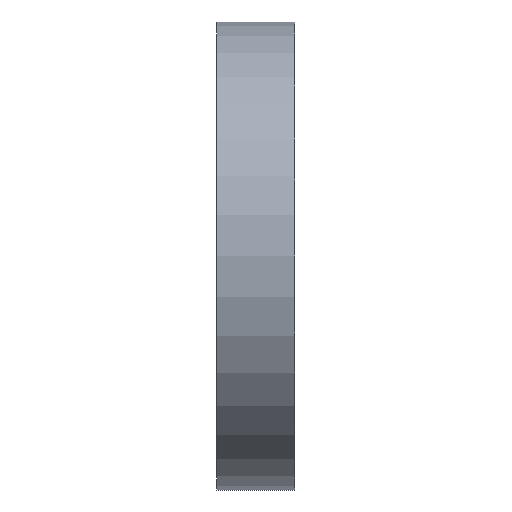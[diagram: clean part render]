
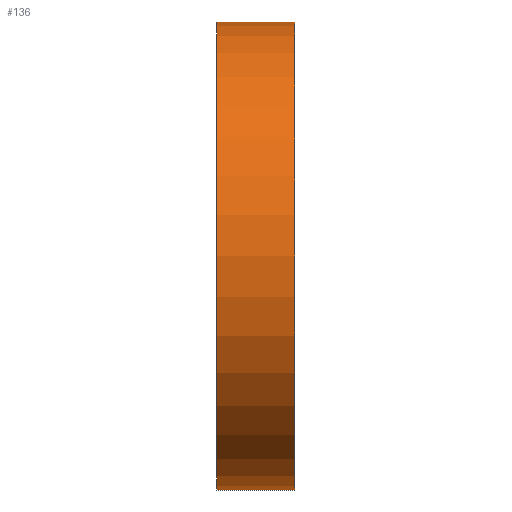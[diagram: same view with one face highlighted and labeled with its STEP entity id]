
A CAD part, left-side view. The second image highlights one B-rep face of the part: STEP entity #136.
In plain terms, the highlighted cylindrical face has radius 18 mm (diameter 36 mm), a partial arc.
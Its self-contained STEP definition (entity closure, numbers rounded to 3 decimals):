
#17 = CIRCLE ( 'NONE', #159, 18. ) ;
#29 = CARTESIAN_POINT ( 'NONE',  ( 0., 6., 18. ) ) ;
#32 = CYLINDRICAL_SURFACE ( 'NONE', #120, 18. ) ;
#34 = CARTESIAN_POINT ( 'NONE',  ( 0., 6., 18. ) ) ;
#43 = ORIENTED_EDGE ( 'NONE', *, *, #119, .T. ) ;
#47 = ORIENTED_EDGE ( 'NONE', *, *, #213, .F. ) ;
#54 = VERTEX_POINT ( 'NONE', #126 ) ;
#66 = EDGE_CURVE ( 'NONE', #94, #172, #246, .T. ) ;
#94 = VERTEX_POINT ( 'NONE', #162 ) ;
#95 = DIRECTION ( 'NONE',  ( 0., 0., 1. ) ) ;
#108 = VECTOR ( 'NONE', #147, 1000. ) ;
#110 = DIRECTION ( 'NONE',  ( 0., -1., 0. ) ) ;
#119 = EDGE_CURVE ( 'NONE', #54, #94, #151, .T. ) ;
#120 = AXIS2_PLACEMENT_3D ( 'NONE', #166, #110, #128 ) ;
#126 = CARTESIAN_POINT ( 'NONE',  ( 0., 6., -18. ) ) ;
#128 = DIRECTION ( 'NONE',  ( 0., 0., -1. ) ) ;
#130 = ORIENTED_EDGE ( 'NONE', *, *, #66, .T. ) ;
#136 = ADVANCED_FACE ( 'NONE', ( #177 ), #32, .T. ) ;
#142 = VECTOR ( 'NONE', #204, 1000. ) ;
#147 = DIRECTION ( 'NONE',  ( 0., -1., 0. ) ) ;
#151 = LINE ( 'NONE', #236, #108 ) ;
#159 = AXIS2_PLACEMENT_3D ( 'NONE', #219, #168, #95 ) ;
#161 = CARTESIAN_POINT ( 'NONE',  ( 0., 0., 18. ) ) ;
#162 = CARTESIAN_POINT ( 'NONE',  ( 0., 0., -18. ) ) ;
#163 = ORIENTED_EDGE ( 'NONE', *, *, #244, .F. ) ;
#166 = CARTESIAN_POINT ( 'NONE',  ( 0., 6., 0. ) ) ;
#168 = DIRECTION ( 'NONE',  ( 0., 1., 0. ) ) ;
#172 = VERTEX_POINT ( 'NONE', #161 ) ;
#177 = FACE_OUTER_BOUND ( 'NONE', #238, .T. ) ;
#180 = CARTESIAN_POINT ( 'NONE',  ( 0., 0., 0. ) ) ;
#183 = DIRECTION ( 'NONE',  ( 0., 1., 0. ) ) ;
#201 = DIRECTION ( 'NONE',  ( 0., 0., 1. ) ) ;
#202 = LINE ( 'NONE', #29, #142 ) ;
#204 = DIRECTION ( 'NONE',  ( 0., -1., 0. ) ) ;
#213 = EDGE_CURVE ( 'NONE', #249, #172, #202, .T. ) ;
#219 = CARTESIAN_POINT ( 'NONE',  ( 0., 6., 0. ) ) ;
#220 = AXIS2_PLACEMENT_3D ( 'NONE', #180, #183, #201 ) ;
#236 = CARTESIAN_POINT ( 'NONE',  ( 0., 6., -18. ) ) ;
#238 = EDGE_LOOP ( 'NONE', ( #47, #163, #43, #130 ) ) ;
#244 = EDGE_CURVE ( 'NONE', #54, #249, #17, .T. ) ;
#246 = CIRCLE ( 'NONE', #220, 18. ) ;
#249 = VERTEX_POINT ( 'NONE', #34 ) ;
